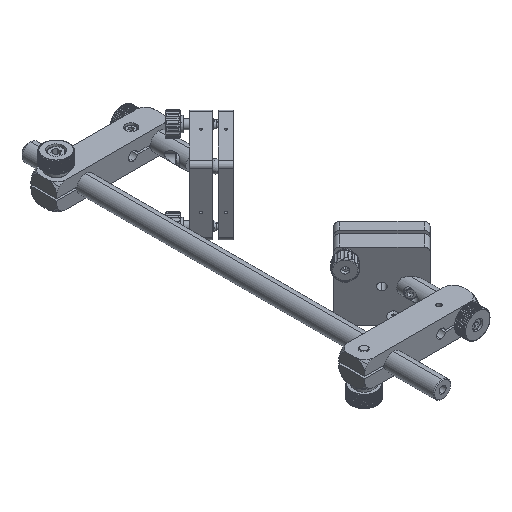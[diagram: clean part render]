
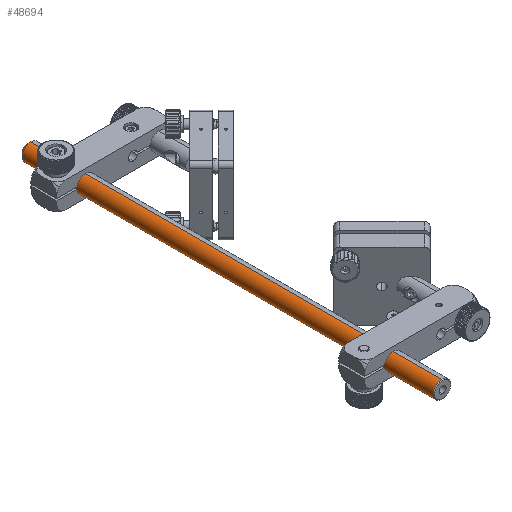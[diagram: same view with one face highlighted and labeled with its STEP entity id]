
A CAD part, isometric view. The second image highlights one B-rep face of the part: STEP entity #48694.
In plain terms, the highlighted cylindrical face has radius 6.35 mm (diameter 12.7 mm), a partial arc.
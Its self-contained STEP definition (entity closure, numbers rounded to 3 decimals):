
#203 = CARTESIAN_POINT ( 'NONE',  ( 0., 317.747, -6.35 ) ) ;
#1745 = VERTEX_POINT ( 'NONE', #37130 ) ;
#2747 = LINE ( 'NONE', #22125, #31841 ) ;
#5868 = DIRECTION ( 'NONE',  ( 0., 1., 0. ) ) ;
#11187 = ORIENTED_EDGE ( 'NONE', *, *, #33729, .T. ) ;
#19272 = LINE ( 'NONE', #58222, #41413 ) ;
#19428 = AXIS2_PLACEMENT_3D ( 'NONE', #27359, #55256, #46072 ) ;
#22125 = CARTESIAN_POINT ( 'NONE',  ( 0., 352.527, -6.35 ) ) ;
#22970 = VERTEX_POINT ( 'NONE', #58931 ) ;
#24739 = AXIS2_PLACEMENT_3D ( 'NONE', #25524, #5868, #25226 ) ;
#25226 = DIRECTION ( 'NONE',  ( 0., 0., 1. ) ) ;
#25524 = CARTESIAN_POINT ( 'NONE',  ( 0., 352.527, 0. ) ) ;
#26170 = CYLINDRICAL_SURFACE ( 'NONE', #24739, 6.35 ) ;
#26268 = ORIENTED_EDGE ( 'NONE', *, *, #39624, .T. ) ;
#27359 = CARTESIAN_POINT ( 'NONE',  ( 0., 317.747, 0. ) ) ;
#27730 = AXIS2_PLACEMENT_3D ( 'NONE', #53028, #43856, #38529 ) ;
#28829 = VERTEX_POINT ( 'NONE', #203 ) ;
#30863 = ORIENTED_EDGE ( 'NONE', *, *, #41816, .T. ) ;
#31841 = VECTOR ( 'NONE', #60772, 1000. ) ;
#33124 = ORIENTED_EDGE ( 'NONE', *, *, #55830, .F. ) ;
#33729 = EDGE_CURVE ( 'NONE', #22970, #1745, #56026, .T. ) ;
#33773 = VERTEX_POINT ( 'NONE', #42909 ) ;
#37130 = CARTESIAN_POINT ( 'NONE',  ( 0., 15.747, 6.35 ) ) ;
#38529 = DIRECTION ( 'NONE',  ( 0., 0., 1. ) ) ;
#39624 = EDGE_CURVE ( 'NONE', #1745, #33773, #19272, .T. ) ;
#40753 = CIRCLE ( 'NONE', #19428, 6.35 ) ;
#41413 = VECTOR ( 'NONE', #43987, 1000. ) ;
#41816 = EDGE_CURVE ( 'NONE', #33773, #28829, #40753, .T. ) ;
#42909 = CARTESIAN_POINT ( 'NONE',  ( 0., 317.747, 6.35 ) ) ;
#43856 = DIRECTION ( 'NONE',  ( 0., 1., 0. ) ) ;
#43987 = DIRECTION ( 'NONE',  ( 0., 1., 0. ) ) ;
#45535 = EDGE_LOOP ( 'NONE', ( #33124, #11187, #26268, #30863 ) ) ;
#46072 = DIRECTION ( 'NONE',  ( 0., 0., -1. ) ) ;
#48694 = ADVANCED_FACE ( 'NONE', ( #54370 ), #26170, .T. ) ;
#53028 = CARTESIAN_POINT ( 'NONE',  ( 0., 15.747, 0. ) ) ;
#54370 = FACE_OUTER_BOUND ( 'NONE', #45535, .T. ) ;
#55256 = DIRECTION ( 'NONE',  ( 0., -1., 0. ) ) ;
#55830 = EDGE_CURVE ( 'NONE', #22970, #28829, #2747, .T. ) ;
#56026 = CIRCLE ( 'NONE', #27730, 6.35 ) ;
#58222 = CARTESIAN_POINT ( 'NONE',  ( 0., 352.527, 6.35 ) ) ;
#58931 = CARTESIAN_POINT ( 'NONE',  ( 0., 15.747, -6.35 ) ) ;
#60772 = DIRECTION ( 'NONE',  ( 0., 1., 0. ) ) ;
